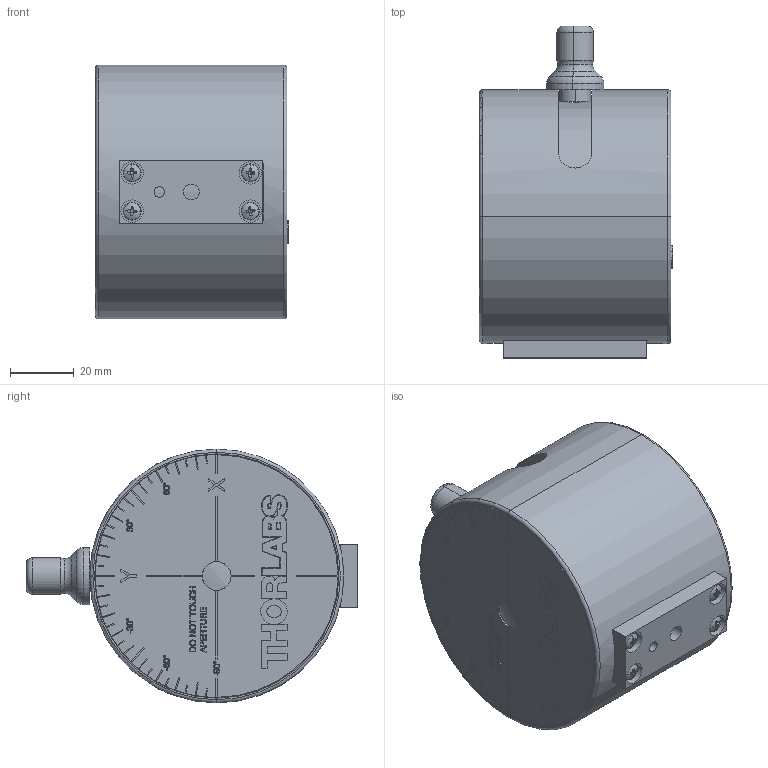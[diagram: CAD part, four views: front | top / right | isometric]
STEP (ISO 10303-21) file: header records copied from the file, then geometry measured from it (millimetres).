
FILE_DESCRIPTION (( 'STEP AP214' ), '1' );
FILE_NAME ('22.01.17_BP209IR1 WEB.STEP', '2022-01-17T10:56:21', ( '' ), ( '' ), 'SwSTEP 2.0', 'SolidWorks 2019', '' );
FILE_SCHEMA (( 'AUTOMOTIVE_DESIGN' ));
Length unit declared in the file: millimetre
Products named in the file (1): 22.01.17_BP209IR1 WEB
Bounding box: 60.5 x 103.95 x 79.5 mm (x, y, z)
Surface area: 64592.9 mm2 (no closed solid volume)
Topology: 0 solids, 292 shells, 676 faces, 7958 edges, 7499 vertices
Faces by surface type: plane 526, cylinder 82, torus 25, cone 18, bspline 17, sphere 8
Entity records: 103358 total; most frequent: CARTESIAN_POINT 46014, ORIENTED_EDGE 8678, EDGE_CURVE 7958, DIRECTION 7622, VERTEX_POINT 7499, VECTOR 5326, LINE 5326, B_SPLINE_CURVE_WITH_KNOTS 2106
